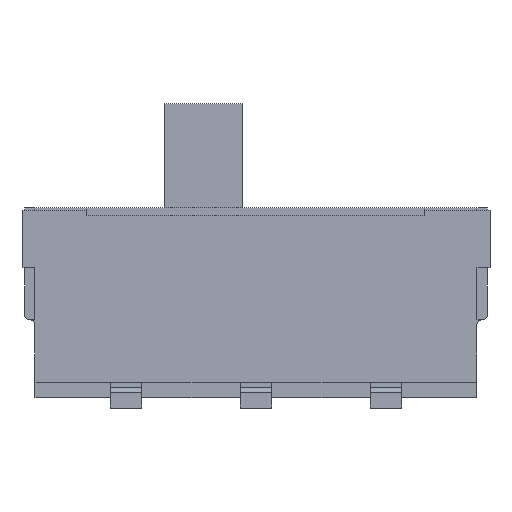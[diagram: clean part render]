
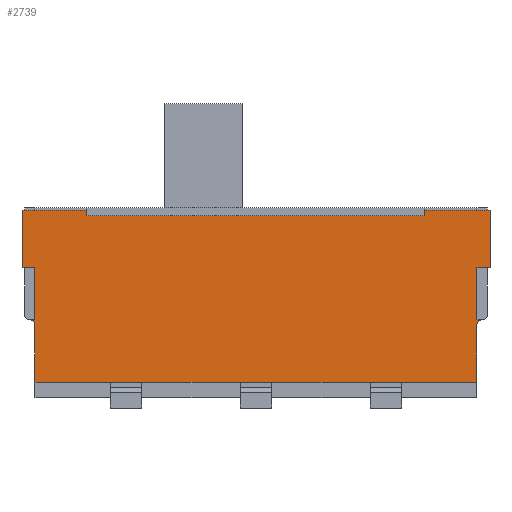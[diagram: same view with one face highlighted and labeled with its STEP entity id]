
A CAD part, front view. The second image highlights one B-rep face of the part: STEP entity #2739.
In plain terms, the highlighted planar face has unit normal (0, -1, 0).
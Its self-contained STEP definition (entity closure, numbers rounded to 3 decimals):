
#74=PLANE('',#2910);
#213=FACE_OUTER_BOUND('',#356,.T.);
#356=EDGE_LOOP('',(#2149,#2150,#2151,#2152,#2153,#2154,#2155,#2156,#2157,
#2158,#2159,#2160,#2161,#2162,#2163,#2164,#2165,#2166,#2167,#2168,#2169,
#2170,#2171,#2172));
#513=LINE('',#3915,#863);
#522=LINE('',#3933,#872);
#531=LINE('',#3951,#881);
#542=LINE('',#3972,#892);
#544=LINE('',#3975,#894);
#545=LINE('',#3978,#895);
#549=LINE('',#3984,#899);
#608=LINE('',#4105,#958);
#609=LINE('',#4109,#959);
#610=LINE('',#4111,#960);
#611=LINE('',#4113,#961);
#612=LINE('',#4115,#962);
#613=LINE('',#4117,#963);
#614=LINE('',#4119,#964);
#615=LINE('',#4121,#965);
#616=LINE('',#4123,#966);
#617=LINE('',#4125,#967);
#618=LINE('',#4127,#968);
#619=LINE('',#4129,#969);
#620=LINE('',#4131,#970);
#621=LINE('',#4133,#971);
#622=LINE('',#4136,#972);
#863=VECTOR('',#3178,0.6);
#872=VECTOR('',#3197,0.6);
#881=VECTOR('',#3216,0.6);
#892=VECTOR('',#3237,1.45);
#894=VECTOR('',#3241,1.9);
#895=VECTOR('',#3244,1.45);
#899=VECTOR('',#3250,1.9);
#958=VECTOR('',#3365,1.1);
#959=VECTOR('',#3368,0.1);
#960=VECTOR('',#3369,1.);
#961=VECTOR('',#3370,0.25);
#962=VECTOR('',#3371,1.1);
#963=VECTOR('',#3372,1.25);
#964=VECTOR('',#3373,0.1);
#965=VECTOR('',#3374,6.5);
#966=VECTOR('',#3375,0.1);
#967=VECTOR('',#3376,1.25);
#968=VECTOR('',#3377,1.1);
#969=VECTOR('',#3378,0.25);
#970=VECTOR('',#3379,1.);
#971=VECTOR('',#3380,0.1);
#972=VECTOR('',#3383,1.1);
#1155=CIRCLE('',#2911,0.1);
#1156=CIRCLE('',#2912,0.1);
#1194=VERTEX_POINT('',#3769);
#1205=VERTEX_POINT('',#3794);
#1216=VERTEX_POINT('',#3819);
#1248=VERTEX_POINT('',#3914);
#1252=VERTEX_POINT('',#3932);
#1256=VERTEX_POINT('',#3950);
#1261=VERTEX_POINT('',#3970);
#1262=VERTEX_POINT('',#3977);
#1297=VERTEX_POINT('',#4104);
#1298=VERTEX_POINT('',#4106);
#1299=VERTEX_POINT('',#4108);
#1300=VERTEX_POINT('',#4110);
#1301=VERTEX_POINT('',#4112);
#1302=VERTEX_POINT('',#4114);
#1303=VERTEX_POINT('',#4116);
#1304=VERTEX_POINT('',#4118);
#1305=VERTEX_POINT('',#4120);
#1306=VERTEX_POINT('',#4122);
#1307=VERTEX_POINT('',#4124);
#1308=VERTEX_POINT('',#4126);
#1309=VERTEX_POINT('',#4128);
#1310=VERTEX_POINT('',#4130);
#1311=VERTEX_POINT('',#4132);
#1312=VERTEX_POINT('',#4134);
#1511=EDGE_CURVE('',#1194,#1248,#513,.T.);
#1520=EDGE_CURVE('',#1205,#1252,#522,.T.);
#1529=EDGE_CURVE('',#1216,#1256,#531,.T.);
#1540=EDGE_CURVE('',#1256,#1261,#542,.T.);
#1542=EDGE_CURVE('',#1252,#1216,#544,.T.);
#1543=EDGE_CURVE('',#1262,#1194,#545,.T.);
#1547=EDGE_CURVE('',#1248,#1205,#549,.T.);
#1608=EDGE_CURVE('',#1261,#1297,#608,.T.);
#1609=EDGE_CURVE('',#1298,#1297,#1155,.T.);
#1610=EDGE_CURVE('',#1298,#1299,#609,.T.);
#1611=EDGE_CURVE('',#1299,#1300,#610,.T.);
#1612=EDGE_CURVE('',#1300,#1301,#611,.T.);
#1613=EDGE_CURVE('',#1301,#1302,#612,.T.);
#1614=EDGE_CURVE('',#1303,#1302,#613,.T.);
#1615=EDGE_CURVE('',#1304,#1303,#614,.T.);
#1616=EDGE_CURVE('',#1304,#1305,#615,.T.);
#1617=EDGE_CURVE('',#1305,#1306,#616,.T.);
#1618=EDGE_CURVE('',#1307,#1306,#617,.T.);
#1619=EDGE_CURVE('',#1307,#1308,#618,.T.);
#1620=EDGE_CURVE('',#1308,#1309,#619,.T.);
#1621=EDGE_CURVE('',#1309,#1310,#620,.T.);
#1622=EDGE_CURVE('',#1310,#1311,#621,.T.);
#1623=EDGE_CURVE('',#1312,#1311,#1156,.T.);
#1624=EDGE_CURVE('',#1262,#1312,#622,.T.);
#2149=ORIENTED_EDGE('',*,*,#1543,.T.);
#2150=ORIENTED_EDGE('',*,*,#1511,.T.);
#2151=ORIENTED_EDGE('',*,*,#1547,.T.);
#2152=ORIENTED_EDGE('',*,*,#1520,.T.);
#2153=ORIENTED_EDGE('',*,*,#1542,.T.);
#2154=ORIENTED_EDGE('',*,*,#1529,.T.);
#2155=ORIENTED_EDGE('',*,*,#1540,.T.);
#2156=ORIENTED_EDGE('',*,*,#1608,.T.);
#2157=ORIENTED_EDGE('',*,*,#1609,.F.);
#2158=ORIENTED_EDGE('',*,*,#1610,.T.);
#2159=ORIENTED_EDGE('',*,*,#1611,.T.);
#2160=ORIENTED_EDGE('',*,*,#1612,.T.);
#2161=ORIENTED_EDGE('',*,*,#1613,.T.);
#2162=ORIENTED_EDGE('',*,*,#1614,.F.);
#2163=ORIENTED_EDGE('',*,*,#1615,.F.);
#2164=ORIENTED_EDGE('',*,*,#1616,.T.);
#2165=ORIENTED_EDGE('',*,*,#1617,.T.);
#2166=ORIENTED_EDGE('',*,*,#1618,.F.);
#2167=ORIENTED_EDGE('',*,*,#1619,.T.);
#2168=ORIENTED_EDGE('',*,*,#1620,.T.);
#2169=ORIENTED_EDGE('',*,*,#1621,.T.);
#2170=ORIENTED_EDGE('',*,*,#1622,.T.);
#2171=ORIENTED_EDGE('',*,*,#1623,.F.);
#2172=ORIENTED_EDGE('',*,*,#1624,.F.);
#2739=ADVANCED_FACE('',(#213),#74,.T.);
#2910=AXIS2_PLACEMENT_3D('',#4103,#3363,#3364);
#2911=AXIS2_PLACEMENT_3D('',#4107,#3366,#3367);
#2912=AXIS2_PLACEMENT_3D('',#4135,#3381,#3382);
#3178=DIRECTION('',(1.,0.,0.));
#3197=DIRECTION('',(1.,0.,0.));
#3216=DIRECTION('',(1.,0.,0.));
#3237=DIRECTION('',(1.,0.,0.));
#3241=DIRECTION('',(1.,0.,0.));
#3244=DIRECTION('',(1.,0.,0.));
#3250=DIRECTION('',(1.,0.,0.));
#3363=DIRECTION('center_axis',(0.,-1.,0.));
#3364=DIRECTION('ref_axis',(1.,0.,0.));
#3365=DIRECTION('',(0.,0.,1.));
#3366=DIRECTION('center_axis',(0.,-1.,0.));
#3367=DIRECTION('ref_axis',(-0.707,0.,0.707));
#3368=DIRECTION('',(-1.,0.,0.));
#3369=DIRECTION('',(0.,0.,1.));
#3370=DIRECTION('',(1.,0.,0.));
#3371=DIRECTION('',(0.,0.,1.));
#3372=DIRECTION('',(1.,0.,0.));
#3373=DIRECTION('',(0.,0.,1.));
#3374=DIRECTION('',(-1.,0.,0.));
#3375=DIRECTION('',(0.,0.,1.));
#3376=DIRECTION('',(1.,0.,0.));
#3377=DIRECTION('',(0.,0.,-1.));
#3378=DIRECTION('',(1.,0.,0.));
#3379=DIRECTION('',(0.,0.,-1.));
#3380=DIRECTION('',(-1.,0.,0.));
#3381=DIRECTION('center_axis',(0.,-1.,0.));
#3382=DIRECTION('ref_axis',(0.707,0.,0.707));
#3383=DIRECTION('',(0.,0.,1.));
#3769=CARTESIAN_POINT('',(-2.8,-1.5,0.3));
#3794=CARTESIAN_POINT('',(-0.3,-1.5,0.3));
#3819=CARTESIAN_POINT('',(2.2,-1.5,0.3));
#3914=CARTESIAN_POINT('',(-2.2,-1.5,0.3));
#3915=CARTESIAN_POINT('',(-2.125,-1.5,0.3));
#3932=CARTESIAN_POINT('',(0.3,-1.5,0.3));
#3933=CARTESIAN_POINT('',(-2.125,-1.5,0.3));
#3950=CARTESIAN_POINT('',(2.8,-1.5,0.3));
#3951=CARTESIAN_POINT('',(-2.125,-1.5,0.3));
#3970=CARTESIAN_POINT('',(4.25,-1.5,0.3));
#3972=CARTESIAN_POINT('',(-2.125,-1.5,0.3));
#3975=CARTESIAN_POINT('',(-2.125,-1.5,0.3));
#3977=CARTESIAN_POINT('',(-4.25,-1.5,0.3));
#3978=CARTESIAN_POINT('',(-2.125,-1.5,0.3));
#3984=CARTESIAN_POINT('',(-2.125,-1.5,0.3));
#4103=CARTESIAN_POINT('Origin',(-4.25,-1.5,0.));
#4104=CARTESIAN_POINT('',(4.25,-1.5,1.4));
#4105=CARTESIAN_POINT('',(4.25,-1.5,0.));
#4106=CARTESIAN_POINT('',(4.35,-1.5,1.5));
#4107=CARTESIAN_POINT('Origin',(4.35,-1.5,1.4));
#4108=CARTESIAN_POINT('',(4.25,-1.5,1.5));
#4109=CARTESIAN_POINT('',(0.,-1.5,1.5));
#4110=CARTESIAN_POINT('',(4.25,-1.5,2.5));
#4111=CARTESIAN_POINT('',(4.25,-1.5,1.));
#4112=CARTESIAN_POINT('',(4.5,-1.5,2.5));
#4113=CARTESIAN_POINT('',(4.25,-1.5,2.5));
#4114=CARTESIAN_POINT('',(4.5,-1.5,3.6));
#4115=CARTESIAN_POINT('',(4.5,-1.5,2.5));
#4116=CARTESIAN_POINT('',(3.25,-1.5,3.6));
#4117=CARTESIAN_POINT('',(-4.5,-1.5,3.6));
#4118=CARTESIAN_POINT('',(3.25,-1.5,3.5));
#4119=CARTESIAN_POINT('',(3.25,-1.5,3.5));
#4120=CARTESIAN_POINT('',(-3.25,-1.5,3.5));
#4121=CARTESIAN_POINT('',(-4.25,-1.5,3.5));
#4122=CARTESIAN_POINT('',(-3.25,-1.5,3.6));
#4123=CARTESIAN_POINT('',(-3.25,-1.5,3.5));
#4124=CARTESIAN_POINT('',(-4.5,-1.5,3.6));
#4125=CARTESIAN_POINT('',(-4.5,-1.5,3.6));
#4126=CARTESIAN_POINT('',(-4.5,-1.5,2.5));
#4127=CARTESIAN_POINT('',(-4.5,-1.5,3.5));
#4128=CARTESIAN_POINT('',(-4.25,-1.5,2.5));
#4129=CARTESIAN_POINT('',(-4.25,-1.5,2.5));
#4130=CARTESIAN_POINT('',(-4.25,-1.5,1.5));
#4131=CARTESIAN_POINT('',(-4.25,-1.5,1.));
#4132=CARTESIAN_POINT('',(-4.35,-1.5,1.5));
#4133=CARTESIAN_POINT('',(-4.25,-1.5,1.5));
#4134=CARTESIAN_POINT('',(-4.25,-1.5,1.4));
#4135=CARTESIAN_POINT('Origin',(-4.35,-1.5,1.4));
#4136=CARTESIAN_POINT('',(-4.25,-1.5,0.));
